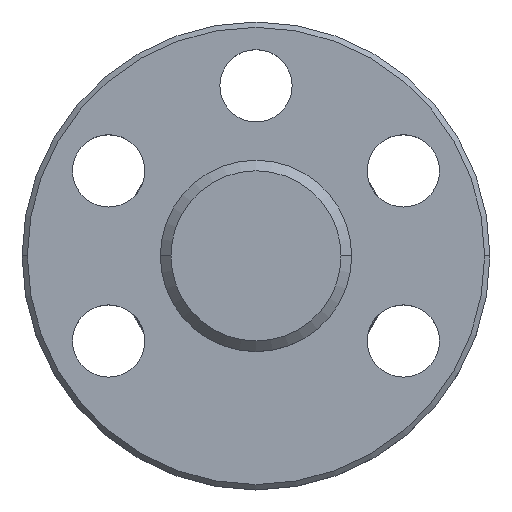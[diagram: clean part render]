
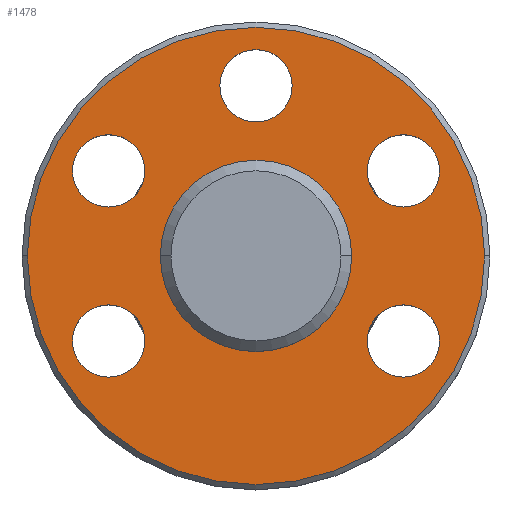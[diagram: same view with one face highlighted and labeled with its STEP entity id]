
A CAD part, top view. The second image highlights one B-rep face of the part: STEP entity #1478.
In plain terms, the highlighted planar face has unit normal (0, 0, 1).
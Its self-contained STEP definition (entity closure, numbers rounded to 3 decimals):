
#49 = DIRECTION ( 'NONE',  ( -1., 0., 0. ) ) ;
#69 = VERTEX_POINT ( 'NONE', #657 ) ;
#75 = AXIS2_PLACEMENT_3D ( 'NONE', #814, #521, #547 ) ;
#85 = DIRECTION ( 'NONE',  ( -1., 0., 0. ) ) ;
#90 = DIRECTION ( 'NONE',  ( 0., 0., -1. ) ) ;
#107 = CIRCLE ( 'NONE', #1110, 1.7 ) ;
#124 = EDGE_CURVE ( 'NONE', #1530, #1438, #1798, .T. ) ;
#131 = EDGE_CURVE ( 'NONE', #1438, #1530, #1113, .T. ) ;
#135 = ORIENTED_EDGE ( 'NONE', *, *, #1854, .F. ) ;
#147 = EDGE_CURVE ( 'NONE', #646, #1064, #1764, .T. ) ;
#155 = CARTESIAN_POINT ( 'NONE',  ( -10.75, 0., 0. ) ) ;
#158 = EDGE_CURVE ( 'NONE', #1064, #646, #694, .T. ) ;
#182 = VERTEX_POINT ( 'NONE', #595 ) ;
#185 = DIRECTION ( 'NONE',  ( 0., 0., -1. ) ) ;
#208 = EDGE_LOOP ( 'NONE', ( #1570, #831 ) ) ;
#228 = DIRECTION ( 'NONE',  ( 0., 0., 1. ) ) ;
#243 = CARTESIAN_POINT ( 'NONE',  ( 5.228, 4., 0. ) ) ;
#248 = DIRECTION ( 'NONE',  ( -1., 0., 0. ) ) ;
#252 = CARTESIAN_POINT ( 'NONE',  ( 1.7, 8., 0. ) ) ;
#257 = DIRECTION ( 'NONE',  ( 0., 0., -1. ) ) ;
#265 = CARTESIAN_POINT ( 'NONE',  ( -6.928, -4., 0. ) ) ;
#270 = FACE_BOUND ( 'NONE', #806, .T. ) ;
#285 = VERTEX_POINT ( 'NONE', #1853 ) ;
#313 = CARTESIAN_POINT ( 'NONE',  ( 4.5, 0., 0. ) ) ;
#335 = EDGE_CURVE ( 'NONE', #1148, #285, #938, .T. ) ;
#347 = DIRECTION ( 'NONE',  ( -1., 0., 0. ) ) ;
#367 = FACE_BOUND ( 'NONE', #208, .T. ) ;
#376 = EDGE_CURVE ( 'NONE', #1852, #1817, #607, .T. ) ;
#379 = CARTESIAN_POINT ( 'NONE',  ( -4.5, 0., 0. ) ) ;
#401 = FACE_BOUND ( 'NONE', #575, .T. ) ;
#407 = CARTESIAN_POINT ( 'NONE',  ( 10.75, 0., 0. ) ) ;
#441 = AXIS2_PLACEMENT_3D ( 'NONE', #1788, #90, #535 ) ;
#445 = CIRCLE ( 'NONE', #695, 1.7 ) ;
#487 = AXIS2_PLACEMENT_3D ( 'NONE', #1699, #991, #855 ) ;
#521 = DIRECTION ( 'NONE',  ( 0., 0., -1. ) ) ;
#535 = DIRECTION ( 'NONE',  ( -1., 0., 0. ) ) ;
#539 = AXIS2_PLACEMENT_3D ( 'NONE', #1835, #1308, #1450 ) ;
#547 = DIRECTION ( 'NONE',  ( -1., 0., 0. ) ) ;
#575 = EDGE_LOOP ( 'NONE', ( #1744, #1268 ) ) ;
#588 = EDGE_CURVE ( 'NONE', #285, #1148, #962, .T. ) ;
#595 = CARTESIAN_POINT ( 'NONE',  ( 5.228, -4., 0. ) ) ;
#605 = EDGE_CURVE ( 'NONE', #957, #1667, #107, .T. ) ;
#607 = CIRCLE ( 'NONE', #1081, 10.75 ) ;
#609 = AXIS2_PLACEMENT_3D ( 'NONE', #1775, #1692, #696 ) ;
#610 = CARTESIAN_POINT ( 'NONE',  ( 0., 8., 0. ) ) ;
#646 = VERTEX_POINT ( 'NONE', #1729 ) ;
#657 = CARTESIAN_POINT ( 'NONE',  ( 8.628, -4., 0. ) ) ;
#668 = FACE_BOUND ( 'NONE', #969, .T. ) ;
#680 = ORIENTED_EDGE ( 'NONE', *, *, #147, .T. ) ;
#694 = CIRCLE ( 'NONE', #1054, 1.7 ) ;
#695 = AXIS2_PLACEMENT_3D ( 'NONE', #1080, #185, #49 ) ;
#696 = DIRECTION ( 'NONE',  ( -1., 0., 0. ) ) ;
#697 = EDGE_CURVE ( 'NONE', #1029, #1604, #902, .T. ) ;
#702 = CIRCLE ( 'NONE', #1363, 10.75 ) ;
#704 = ORIENTED_EDGE ( 'NONE', *, *, #335, .T. ) ;
#725 = DIRECTION ( 'NONE',  ( 0., 0., -1. ) ) ;
#755 = AXIS2_PLACEMENT_3D ( 'NONE', #610, #1046, #926 ) ;
#757 = DIRECTION ( 'NONE',  ( 0., 0., 1. ) ) ;
#806 = EDGE_LOOP ( 'NONE', ( #932, #1331 ) ) ;
#814 = CARTESIAN_POINT ( 'NONE',  ( -6.928, -4., 0. ) ) ;
#831 = ORIENTED_EDGE ( 'NONE', *, *, #605, .T. ) ;
#834 = CARTESIAN_POINT ( 'NONE',  ( 0., 0., 0. ) ) ;
#841 = AXIS2_PLACEMENT_3D ( 'NONE', #1017, #1439, #877 ) ;
#855 = DIRECTION ( 'NONE',  ( 1., 0., 0. ) ) ;
#860 = EDGE_CURVE ( 'NONE', #182, #69, #1261, .T. ) ;
#862 = DIRECTION ( 'NONE',  ( -1., 0., 0. ) ) ;
#877 = DIRECTION ( 'NONE',  ( 1., 0., 0. ) ) ;
#902 = CIRCLE ( 'NONE', #841, 4.5 ) ;
#905 = CARTESIAN_POINT ( 'NONE',  ( -5.228, 4., 0. ) ) ;
#910 = CARTESIAN_POINT ( 'NONE',  ( -5.228, -4., 0. ) ) ;
#926 = DIRECTION ( 'NONE',  ( -1., 0., 0. ) ) ;
#929 = ORIENTED_EDGE ( 'NONE', *, *, #158, .T. ) ;
#932 = ORIENTED_EDGE ( 'NONE', *, *, #860, .T. ) ;
#938 = CIRCLE ( 'NONE', #755, 1.7 ) ;
#957 = VERTEX_POINT ( 'NONE', #905 ) ;
#958 = FACE_BOUND ( 'NONE', #1509, .T. ) ;
#962 = CIRCLE ( 'NONE', #539, 1.7 ) ;
#966 = CARTESIAN_POINT ( 'NONE',  ( 6.928, 4., 0. ) ) ;
#969 = EDGE_LOOP ( 'NONE', ( #1059, #135 ) ) ;
#971 = ORIENTED_EDGE ( 'NONE', *, *, #588, .T. ) ;
#980 = ORIENTED_EDGE ( 'NONE', *, *, #1532, .T. ) ;
#984 = FACE_OUTER_BOUND ( 'NONE', #1286, .T. ) ;
#991 = DIRECTION ( 'NONE',  ( 0., 0., 1. ) ) ;
#1017 = CARTESIAN_POINT ( 'NONE',  ( 0., 0., 0. ) ) ;
#1029 = VERTEX_POINT ( 'NONE', #379 ) ;
#1046 = DIRECTION ( 'NONE',  ( 0., 0., -1. ) ) ;
#1054 = AXIS2_PLACEMENT_3D ( 'NONE', #966, #1537, #248 ) ;
#1059 = ORIENTED_EDGE ( 'NONE', *, *, #697, .F. ) ;
#1064 = VERTEX_POINT ( 'NONE', #243 ) ;
#1080 = CARTESIAN_POINT ( 'NONE',  ( -6.928, 4., 0. ) ) ;
#1081 = AXIS2_PLACEMENT_3D ( 'NONE', #1625, #757, #347 ) ;
#1089 = DIRECTION ( 'NONE',  ( -1., 0., 0. ) ) ;
#1110 = AXIS2_PLACEMENT_3D ( 'NONE', #1149, #725, #862 ) ;
#1112 = CARTESIAN_POINT ( 'NONE',  ( 6.928, 4., 0. ) ) ;
#1113 = CIRCLE ( 'NONE', #1505, 1.7 ) ;
#1148 = VERTEX_POINT ( 'NONE', #252 ) ;
#1149 = CARTESIAN_POINT ( 'NONE',  ( -6.928, 4., 0. ) ) ;
#1247 = DIRECTION ( 'NONE',  ( -1., 0., 0. ) ) ;
#1261 = CIRCLE ( 'NONE', #441, 1.7 ) ;
#1268 = ORIENTED_EDGE ( 'NONE', *, *, #131, .T. ) ;
#1276 = DIRECTION ( 'NONE',  ( 0., 0., -1. ) ) ;
#1286 = EDGE_LOOP ( 'NONE', ( #980, #1678 ) ) ;
#1308 = DIRECTION ( 'NONE',  ( 0., 0., -1. ) ) ;
#1331 = ORIENTED_EDGE ( 'NONE', *, *, #1454, .T. ) ;
#1360 = EDGE_CURVE ( 'NONE', #1667, #957, #445, .T. ) ;
#1363 = AXIS2_PLACEMENT_3D ( 'NONE', #1377, #228, #1551 ) ;
#1377 = CARTESIAN_POINT ( 'NONE',  ( 0., 0., 0. ) ) ;
#1387 = DIRECTION ( 'NONE',  ( 0., 0., -1. ) ) ;
#1416 = EDGE_LOOP ( 'NONE', ( #929, #680 ) ) ;
#1438 = VERTEX_POINT ( 'NONE', #910 ) ;
#1439 = DIRECTION ( 'NONE',  ( 0., 0., 1. ) ) ;
#1450 = DIRECTION ( 'NONE',  ( -1., 0., 0. ) ) ;
#1454 = EDGE_CURVE ( 'NONE', #69, #182, #1828, .T. ) ;
#1478 = ADVANCED_FACE ( 'NONE', ( #984, #958, #367, #1684, #270, #401, #668 ), #1814, .F. ) ;
#1505 = AXIS2_PLACEMENT_3D ( 'NONE', #265, #1387, #85 ) ;
#1509 = EDGE_LOOP ( 'NONE', ( #971, #704 ) ) ;
#1520 = CARTESIAN_POINT ( 'NONE',  ( -8.628, -4., 0. ) ) ;
#1530 = VERTEX_POINT ( 'NONE', #1520 ) ;
#1532 = EDGE_CURVE ( 'NONE', #1817, #1852, #702, .T. ) ;
#1537 = DIRECTION ( 'NONE',  ( 0., 0., -1. ) ) ;
#1551 = DIRECTION ( 'NONE',  ( -1., 0., 0. ) ) ;
#1570 = ORIENTED_EDGE ( 'NONE', *, *, #1360, .T. ) ;
#1604 = VERTEX_POINT ( 'NONE', #313 ) ;
#1625 = CARTESIAN_POINT ( 'NONE',  ( 0., 0., 0. ) ) ;
#1654 = AXIS2_PLACEMENT_3D ( 'NONE', #834, #1276, #1089 ) ;
#1667 = VERTEX_POINT ( 'NONE', #1710 ) ;
#1678 = ORIENTED_EDGE ( 'NONE', *, *, #376, .T. ) ;
#1684 = FACE_BOUND ( 'NONE', #1416, .T. ) ;
#1692 = DIRECTION ( 'NONE',  ( 0., 0., -1. ) ) ;
#1699 = CARTESIAN_POINT ( 'NONE',  ( 0., 0., 0. ) ) ;
#1710 = CARTESIAN_POINT ( 'NONE',  ( -8.628, 4., 0. ) ) ;
#1729 = CARTESIAN_POINT ( 'NONE',  ( 8.628, 4., 0. ) ) ;
#1744 = ORIENTED_EDGE ( 'NONE', *, *, #124, .T. ) ;
#1764 = CIRCLE ( 'NONE', #1825, 1.7 ) ;
#1775 = CARTESIAN_POINT ( 'NONE',  ( 6.928, -4., 0. ) ) ;
#1788 = CARTESIAN_POINT ( 'NONE',  ( 6.928, -4., 0. ) ) ;
#1798 = CIRCLE ( 'NONE', #75, 1.7 ) ;
#1814 = PLANE ( 'NONE',  #1654 ) ;
#1817 = VERTEX_POINT ( 'NONE', #155 ) ;
#1825 = AXIS2_PLACEMENT_3D ( 'NONE', #1112, #257, #1247 ) ;
#1828 = CIRCLE ( 'NONE', #609, 1.7 ) ;
#1835 = CARTESIAN_POINT ( 'NONE',  ( 0., 8., 0. ) ) ;
#1852 = VERTEX_POINT ( 'NONE', #407 ) ;
#1853 = CARTESIAN_POINT ( 'NONE',  ( -1.7, 8., 0. ) ) ;
#1854 = EDGE_CURVE ( 'NONE', #1604, #1029, #1859, .T. ) ;
#1859 = CIRCLE ( 'NONE', #487, 4.5 ) ;
